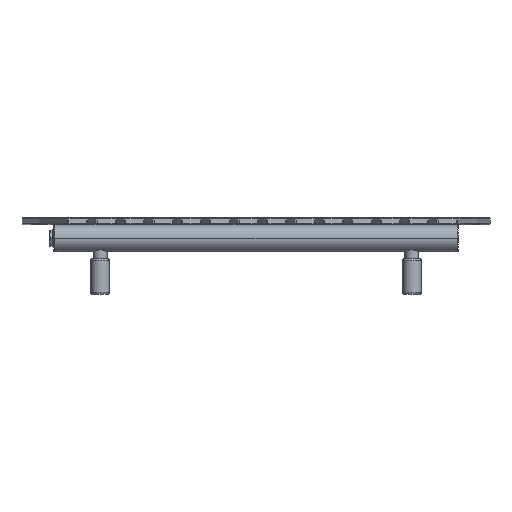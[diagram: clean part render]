
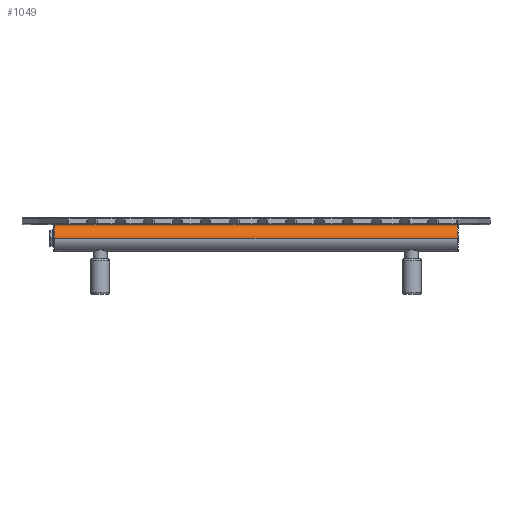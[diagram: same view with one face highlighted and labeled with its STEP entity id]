
A CAD part, left-side view. The second image highlights one B-rep face of the part: STEP entity #1049.
In plain terms, the highlighted cylindrical face has radius 19 mm (diameter 38 mm), a partial arc.
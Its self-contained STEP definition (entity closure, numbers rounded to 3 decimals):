
#380=DIRECTION('',(0.,1.,0.));
#381=VECTOR('',#380,566.);
#382=CARTESIAN_POINT('',(-706.,-283.,-19.));
#383=LINE('',#382,#381);
#567=CARTESIAN_POINT('',(-725.,-283.,-19.));
#568=DIRECTION('',(0.,-1.,0.));
#569=DIRECTION('',(1.,0.,0.));
#570=AXIS2_PLACEMENT_3D('',#567,#568,#569);
#575=DIRECTION('',(0.,1.,0.));
#576=VECTOR('',#575,566.);
#577=CARTESIAN_POINT('',(-744.,-283.,-19.));
#578=LINE('',#577,#576);
#582=CARTESIAN_POINT('',(-725.,283.,-19.));
#583=DIRECTION('',(0.,1.,0.));
#584=DIRECTION('',(-1.,0.,0.));
#585=AXIS2_PLACEMENT_3D('',#582,#583,#584);
#748=CARTESIAN_POINT('',(-744.,-283.,-19.));
#749=CARTESIAN_POINT('',(-706.,-283.,-19.));
#750=VERTEX_POINT('',#748);
#751=VERTEX_POINT('',#749);
#756=CARTESIAN_POINT('',(-706.,283.,-19.));
#757=CARTESIAN_POINT('',(-744.,283.,-19.));
#758=VERTEX_POINT('',#756);
#759=VERTEX_POINT('',#757);
#1037=CARTESIAN_POINT('',(-725.,-284.5,-19.));
#1038=DIRECTION('',(0.,1.,0.));
#1039=DIRECTION('',(1.,0.,0.));
#1040=AXIS2_PLACEMENT_3D('',#1037,#1038,#1039);
#1041=CYLINDRICAL_SURFACE('',#1040,19.);
#1042=ORIENTED_EDGE('',*,*,#1031,.T.);
#1043=ORIENTED_EDGE('',*,*,#832,.T.);
#1045=ORIENTED_EDGE('',*,*,#1044,.T.);
#1046=ORIENTED_EDGE('',*,*,#828,.F.);
#1047=EDGE_LOOP('',(#1042,#1043,#1045,#1046));
#1048=FACE_OUTER_BOUND('',#1047,.F.);
#571=CIRCLE('',#570,19.);
#586=CIRCLE('',#585,19.);
#828=EDGE_CURVE('',#751,#758,#383,.T.);
#832=EDGE_CURVE('',#750,#759,#578,.T.);
#1031=EDGE_CURVE('',#751,#750,#571,.T.);
#1044=EDGE_CURVE('',#759,#758,#586,.T.);
#1049=ADVANCED_FACE('',(#1048),#1041,.T.);
